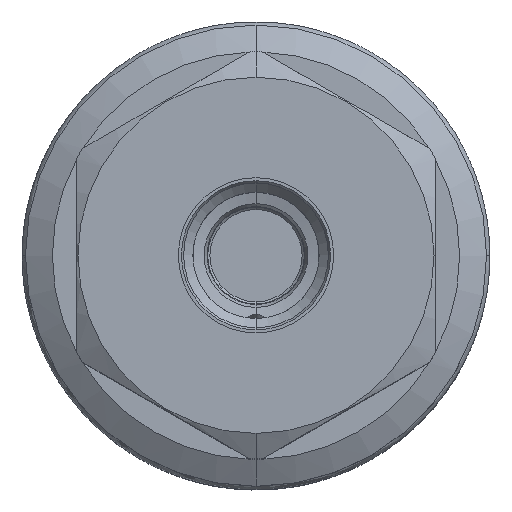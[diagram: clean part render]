
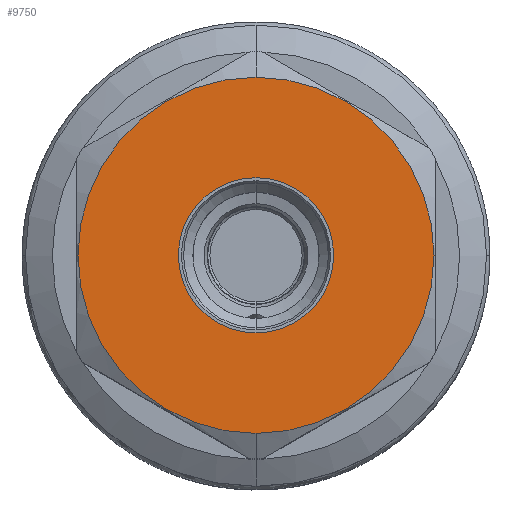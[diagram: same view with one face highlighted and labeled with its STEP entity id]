
A CAD part, top view. The second image highlights one B-rep face of the part: STEP entity #9750.
In plain terms, the highlighted planar face has unit normal (0, 0, 1).
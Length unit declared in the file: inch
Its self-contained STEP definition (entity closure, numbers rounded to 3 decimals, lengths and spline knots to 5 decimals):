
#3484=CARTESIAN_POINT('',(0.,0.,5.657));
#3485=DIRECTION('',(0.,0.,1.));
#3486=DIRECTION('',(0.,-1.,0.));
#3487=AXIS2_PLACEMENT_3D('',#3484,#3485,#3486);
#3489=CARTESIAN_POINT('',(0.,0.,5.657));
#3490=DIRECTION('',(0.,0.,1.));
#3491=DIRECTION('',(0.,1.,0.));
#3492=AXIS2_PLACEMENT_3D('',#3489,#3490,#3491);
#3494=CARTESIAN_POINT('',(0.,0.,5.657));
#3495=DIRECTION('',(0.,0.,1.));
#3496=DIRECTION('',(0.,-1.,0.));
#3497=AXIS2_PLACEMENT_3D('',#3494,#3495,#3496);
#3499=CARTESIAN_POINT('',(0.,0.,5.657));
#3500=DIRECTION('',(0.,0.,1.));
#3501=DIRECTION('',(0.,1.,0.));
#3502=AXIS2_PLACEMENT_3D('',#3499,#3500,#3501);
#5230=CARTESIAN_POINT('',(0.,-0.807,5.657));
#5231=CARTESIAN_POINT('',(0.,0.807,5.657));
#5232=VERTEX_POINT('',#5230);
#5233=VERTEX_POINT('',#5231);
#5337=CARTESIAN_POINT('',(0.,-0.352,5.657));
#5338=CARTESIAN_POINT('',(0.,0.352,5.657));
#5339=VERTEX_POINT('',#5337);
#5340=VERTEX_POINT('',#5338);
#9734=CARTESIAN_POINT('',(0.,0.,5.657));
#9735=DIRECTION('',(0.,0.,1.));
#9736=DIRECTION('',(0.,1.,0.));
#9737=AXIS2_PLACEMENT_3D('',#9734,#9735,#9736);
#9738=PLANE('',#9737);
#9740=ORIENTED_EDGE('',*,*,#9739,.F.);
#9742=ORIENTED_EDGE('',*,*,#9741,.F.);
#9743=EDGE_LOOP('',(#9740,#9742));
#9744=FACE_OUTER_BOUND('',#9743,.F.);
#9745=ORIENTED_EDGE('',*,*,#9724,.T.);
#9747=ORIENTED_EDGE('',*,*,#9746,.T.);
#9748=EDGE_LOOP('',(#9745,#9747));
#9749=FACE_BOUND('',#9748,.F.);
#9750=ADVANCED_FACE('',(#9744,#9749),#9738,.T.);
#3488=CIRCLE('',#3487,0.807);
#3493=CIRCLE('',#3492,0.807);
#3498=CIRCLE('',#3497,0.352);
#3503=CIRCLE('',#3502,0.352);
#9724=EDGE_CURVE('',#5339,#5340,#3498,.T.);
#9739=EDGE_CURVE('',#5232,#5233,#3488,.T.);
#9741=EDGE_CURVE('',#5233,#5232,#3493,.T.);
#9746=EDGE_CURVE('',#5340,#5339,#3503,.T.);
